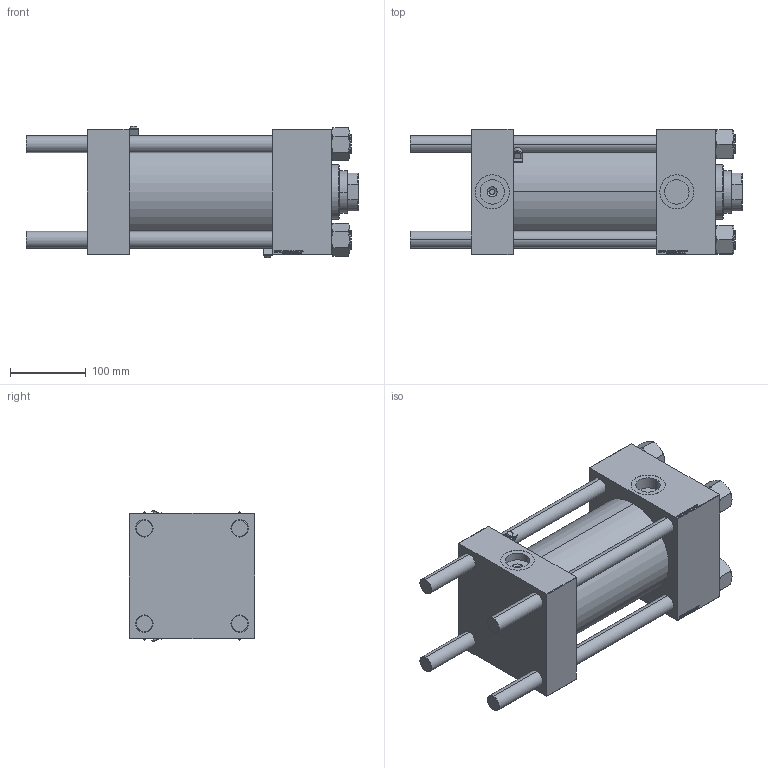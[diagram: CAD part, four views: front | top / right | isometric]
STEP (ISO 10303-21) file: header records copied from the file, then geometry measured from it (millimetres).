
FILE_DESCRIPTION (( 'STEP AP203' ), '1' );
FILE_NAME ('d817.STEP', '2024-02-07T05:40:07', ( '' ), ( '' ), 'SwSTEP 2.0', 'SolidWorks 2019', '' );
FILE_SCHEMA (( 'CONFIG_CONTROL_DESIGN' ));
Length unit declared in the file: millimetre
Products named in the file (7): NUT_M5 1d6f9bb372b35c516b6170a516c55d9b; V215CR_VCP 1d6f9bb372b35c516b6170a516c55d9b; MSRF_MSRG1 1d6f9bb372b35c516b6170a516c55d9b; V215CR_BODY_A 1d6f9bb372b35c516b6170a516c55d9b; d817; V215_VC_A 1d6f9bb372b35c516b6170a516c55d9b; CR025_012_A_0_G_A_G_M_020_+#_##_TYCINKA 1d6f9bb372b35c516b6170a516c55d9b
Assembly tree (13 placements, depth 2):
  d817
    V215CR_BODY_A 1d6f9bb372b35c516b6170a516c55d9b
    CR025_012_A_0_G_A_G_M_020_+#_##_TYCINKA 1d6f9bb372b35c516b6170a516c55d9b  x4
    NUT_M5 1d6f9bb372b35c516b6170a516c55d9b  x4
    V215CR_VCP 1d6f9bb372b35c516b6170a516c55d9b
    V215_VC_A 1d6f9bb372b35c516b6170a516c55d9b
    MSRF_MSRG1 1d6f9bb372b35c516b6170a516c55d9b  x2
Bounding box: 438 x 165 x 173.84 mm (x, y, z)
Volume: 5233918.5 mm3; surface area: 685653 mm2
Topology: 13 solids, 13 shells, 1246 faces, 3156 edges, 2055 vertices
Faces by surface type: plane 604, bspline 392, cone 136, cylinder 106, torus 8
Entity records: 51414 total; most frequent: CARTESIAN_POINT 27343, ORIENTED_EDGE 5426, DIRECTION 3463, EDGE_CURVE 2713, VERTEX_POINT 1785, VECTOR 1653, LINE 1653, EDGE_LOOP 1190
